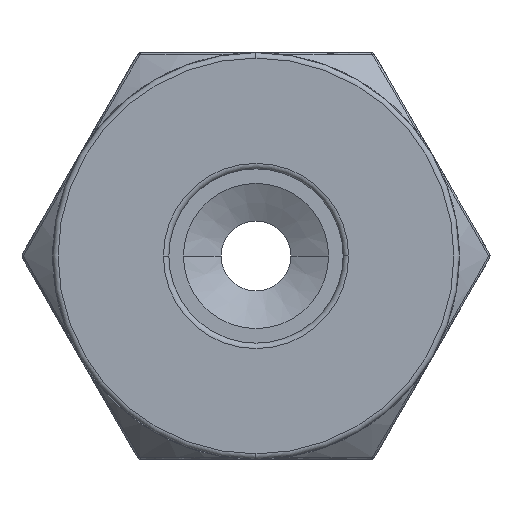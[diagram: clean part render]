
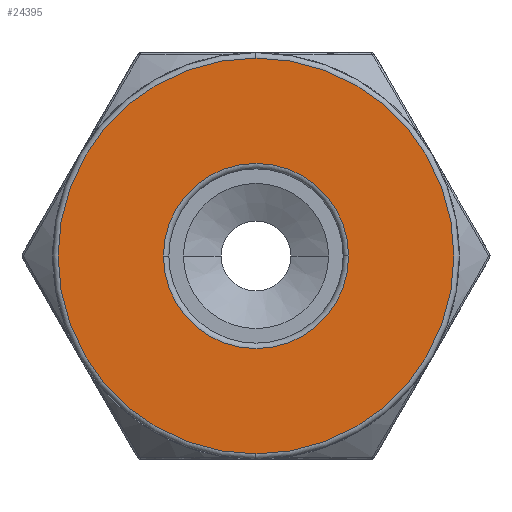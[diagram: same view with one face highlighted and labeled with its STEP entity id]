
A CAD part, left-side view. The second image highlights one B-rep face of the part: STEP entity #24395.
In plain terms, the highlighted face is planar.
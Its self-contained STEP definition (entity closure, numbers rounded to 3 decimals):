
#21762=CARTESIAN_POINT('',(0.,0.,0.));
#21763=DIRECTION('',(-1.,0.,0.));
#21764=DIRECTION('',(0.,1.,0.));
#21765=AXIS2_PLACEMENT_3D('',#21762,#21763,#21764);
#21767=CARTESIAN_POINT('',(0.,0.,0.));
#21768=DIRECTION('',(-1.,0.,0.));
#21769=DIRECTION('',(0.,-1.,0.));
#21770=AXIS2_PLACEMENT_3D('',#21767,#21768,#21769);
#21772=CARTESIAN_POINT('',(0.,0.,0.));
#21773=DIRECTION('',(1.,0.,0.));
#21774=DIRECTION('',(0.,0.,1.));
#21775=AXIS2_PLACEMENT_3D('',#21772,#21773,#21774);
#21777=CARTESIAN_POINT('',(0.,0.,0.));
#21778=DIRECTION('',(1.,0.,0.));
#21779=DIRECTION('',(0.,0.,-1.));
#21780=AXIS2_PLACEMENT_3D('',#21777,#21778,#21779);
#24200=CARTESIAN_POINT('',(0.,3.188,0.));
#24201=CARTESIAN_POINT('',(0.,-3.188,0.));
#24202=VERTEX_POINT('',#24200);
#24203=VERTEX_POINT('',#24201);
#24236=CARTESIAN_POINT('',(0.,0.,6.813));
#24237=CARTESIAN_POINT('',(0.,0.,-6.813));
#24238=VERTEX_POINT('',#24236);
#24239=VERTEX_POINT('',#24237);
#24378=CARTESIAN_POINT('',(0.,0.,0.));
#24379=DIRECTION('',(1.,0.,0.));
#24380=DIRECTION('',(0.,-1.,0.));
#24381=AXIS2_PLACEMENT_3D('',#24378,#24379,#24380);
#24382=PLANE('',#24381);
#24384=ORIENTED_EDGE('',*,*,#24383,.F.);
#24386=ORIENTED_EDGE('',*,*,#24385,.F.);
#24387=EDGE_LOOP('',(#24384,#24386));
#24388=FACE_OUTER_BOUND('',#24387,.F.);
#24390=ORIENTED_EDGE('',*,*,#24389,.F.);
#24392=ORIENTED_EDGE('',*,*,#24391,.F.);
#24393=EDGE_LOOP('',(#24390,#24392));
#24394=FACE_BOUND('',#24393,.F.);
#21766=CIRCLE('',#21765,3.188);
#21771=CIRCLE('',#21770,3.188);
#21776=CIRCLE('',#21775,6.813);
#21781=CIRCLE('',#21780,6.813);
#24383=EDGE_CURVE('',#24238,#24239,#21776,.T.);
#24385=EDGE_CURVE('',#24239,#24238,#21781,.T.);
#24389=EDGE_CURVE('',#24202,#24203,#21766,.T.);
#24391=EDGE_CURVE('',#24203,#24202,#21771,.T.);
#24395=ADVANCED_FACE('',(#24388,#24394),#24382,.T.);
